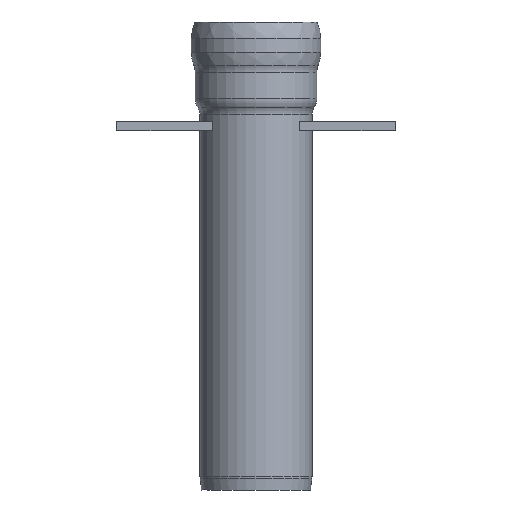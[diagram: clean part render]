
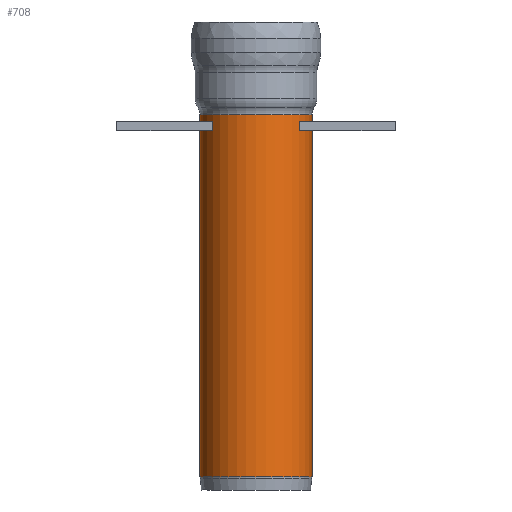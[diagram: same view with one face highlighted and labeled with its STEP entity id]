
A CAD part, front view. The second image highlights one B-rep face of the part: STEP entity #708.
In plain terms, the highlighted cylindrical face has radius 365 mm (diameter 730 mm), a full revolution.
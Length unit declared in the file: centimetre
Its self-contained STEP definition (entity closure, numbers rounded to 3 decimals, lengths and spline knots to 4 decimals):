
#51=LINE('',#1121,#97);
#97=VECTOR('',#873,36.5);
#143=CYLINDRICAL_SURFACE('',#760,36.5);
#156=FACE_OUTER_BOUND('',#198,.T.);
#198=EDGE_LOOP('',(#489,#490,#491,#492,#493,#494));
#246=CIRCLE('',#758,36.5);
#247=CIRCLE('',#759,36.5);
#248=CIRCLE('',#761,36.5);
#249=CIRCLE('',#762,36.5);
#307=VERTEX_POINT('',#1114);
#308=VERTEX_POINT('',#1116);
#309=VERTEX_POINT('',#1120);
#310=VERTEX_POINT('',#1122);
#378=EDGE_CURVE('',#307,#308,#246,.T.);
#379=EDGE_CURVE('',#308,#307,#247,.T.);
#380=EDGE_CURVE('',#308,#309,#51,.T.);
#381=EDGE_CURVE('',#310,#309,#248,.T.);
#382=EDGE_CURVE('',#309,#310,#249,.T.);
#489=ORIENTED_EDGE('',*,*,#379,.F.);
#490=ORIENTED_EDGE('',*,*,#380,.T.);
#491=ORIENTED_EDGE('',*,*,#381,.F.);
#492=ORIENTED_EDGE('',*,*,#382,.F.);
#493=ORIENTED_EDGE('',*,*,#380,.F.);
#494=ORIENTED_EDGE('',*,*,#378,.F.);
#708=ADVANCED_FACE('',(#156),#143,.T.);
#758=AXIS2_PLACEMENT_3D('',#1117,#867,#868);
#759=AXIS2_PLACEMENT_3D('',#1118,#869,#870);
#760=AXIS2_PLACEMENT_3D('',#1119,#871,#872);
#761=AXIS2_PLACEMENT_3D('',#1123,#874,#875);
#762=AXIS2_PLACEMENT_3D('',#1124,#876,#877);
#867=DIRECTION('center_axis',(0.,0.,-1.));
#868=DIRECTION('ref_axis',(-1.,0.,0.));
#869=DIRECTION('center_axis',(0.,0.,-1.));
#870=DIRECTION('ref_axis',(-1.,0.,0.));
#871=DIRECTION('center_axis',(0.,0.,-1.));
#872=DIRECTION('ref_axis',(1.,0.,0.));
#873=DIRECTION('',(0.,0.,1.));
#874=DIRECTION('center_axis',(0.,0.,1.));
#875=DIRECTION('ref_axis',(1.,0.,0.));
#876=DIRECTION('center_axis',(0.,0.,1.));
#877=DIRECTION('ref_axis',(1.,0.,0.));
#1114=CARTESIAN_POINT('',(22.1258,17.6069,90.1665));
#1116=CARTESIAN_POINT('',(-14.3742,54.1069,90.1665));
#1117=CARTESIAN_POINT('Origin',(22.1258,54.1069,90.1665));
#1118=CARTESIAN_POINT('Origin',(22.1258,54.1069,90.1665));
#1119=CARTESIAN_POINT('Origin',(22.1258,54.1069,12.8967));
#1120=CARTESIAN_POINT('',(-14.3742,54.1069,326.3867));
#1121=CARTESIAN_POINT('',(-14.3742,54.1069,12.8967));
#1122=CARTESIAN_POINT('',(22.1258,90.6069,326.3867));
#1123=CARTESIAN_POINT('Origin',(22.1258,54.1069,326.3867));
#1124=CARTESIAN_POINT('Origin',(22.1258,54.1069,326.3867));
